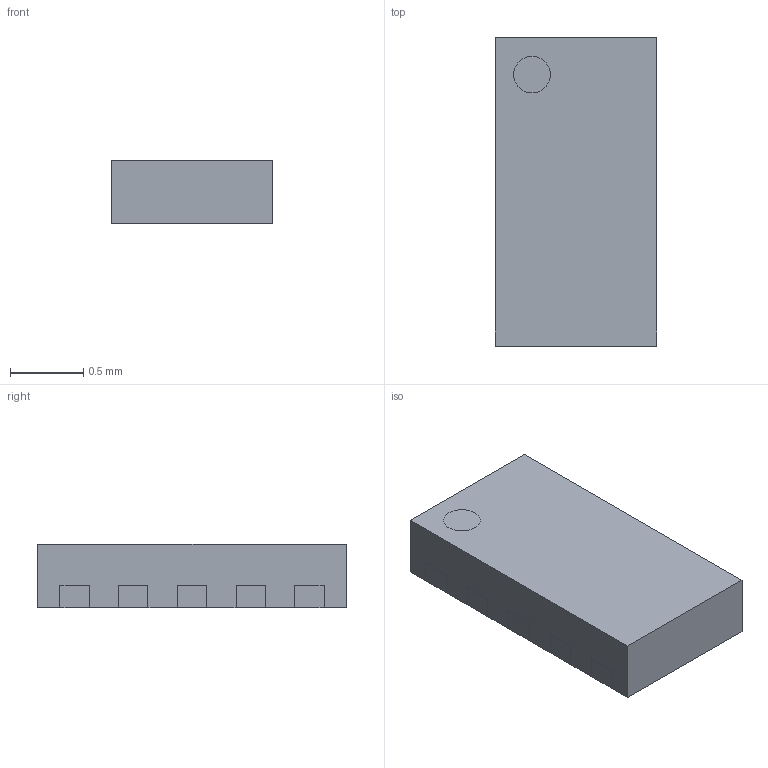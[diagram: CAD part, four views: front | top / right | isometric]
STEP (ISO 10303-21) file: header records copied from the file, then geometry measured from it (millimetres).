
FILE_DESCRIPTION(/* description */ (''),/* implementation_level */ '2;1');
FILE_NAME(/* name */ 'SEMTECH_RCLAMP0544T.TCT.stp',/* time_stamp */ '2016-07-08T10:43:49+02:00',/* author */ ('riccim'),/* organization */ (''),/* preprocessor_version */ 'ST-DEVELOPER v15.5',/* originating_system */ 'AutoCAD Mechanical',/* authorisation */ '');
FILE_SCHEMA (('AUTOMOTIVE_DESIGN { 1 0 10303 214 3 1 1 }'));
Length unit declared in the file: millimetre
Products named in the file (1): Product
Bounding box: 1.1 x 2.1 x 0.43 mm (x, y, z)
Volume: 1 mm3; surface area: 11.5 mm2
Topology: 11 solids, 11 shells, 101 faces, 234 edges, 156 vertices
Faces by surface type: plane 99, cylinder 2
Full cylindrical faces by diameter (mm): 0.25 x2
Entity records: 2838 total; most frequent: CARTESIAN_POINT 490, ORIENTED_EDGE 464, DIRECTION 440, EDGE_CURVE 232, LINE 228, VECTOR 228, VERTEX_POINT 156, AXIS2_PLACEMENT_3D 106
